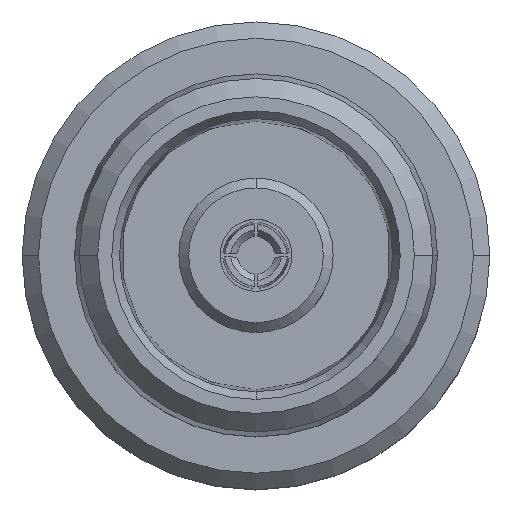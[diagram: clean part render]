
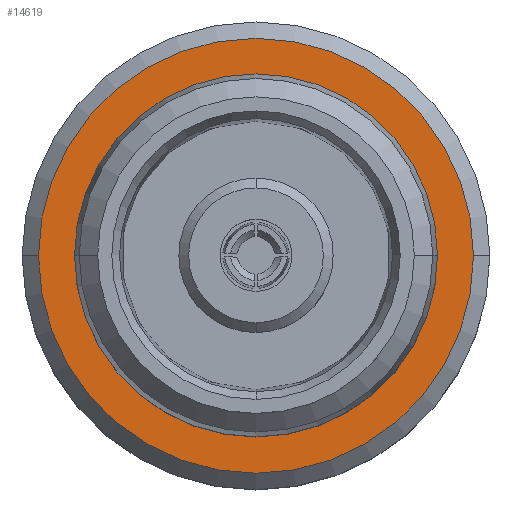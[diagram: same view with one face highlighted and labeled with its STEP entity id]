
A CAD part, top view. The second image highlights one B-rep face of the part: STEP entity #14619.
In plain terms, the highlighted planar face has unit normal (0, 0, 1).
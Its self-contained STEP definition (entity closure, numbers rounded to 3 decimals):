
#831 = CARTESIAN_POINT ( 'NONE',  ( 0., 0., -11.3 ) ) ;
#955 = DIRECTION ( 'NONE',  ( 1., 0., 0. ) ) ;
#1325 = CIRCLE ( 'NONE', #12075, 6.65 ) ;
#1870 = DIRECTION ( 'NONE',  ( 0., 0., 1. ) ) ;
#2059 = DIRECTION ( 'NONE',  ( -1., 0., 0. ) ) ;
#3196 = DIRECTION ( 'NONE',  ( 0., 0., -1. ) ) ;
#3594 = CIRCLE ( 'NONE', #6768, 4.84 ) ;
#3647 = EDGE_LOOP ( 'NONE', ( #8870, #15747 ) ) ;
#4624 = FACE_BOUND ( 'NONE', #13740, .T. ) ;
#4677 = EDGE_CURVE ( 'NONE', #12697, #13357, #3594, .T. ) ;
#5605 = PLANE ( 'NONE',  #9793 ) ;
#5665 = EDGE_CURVE ( 'NONE', #6091, #6168, #11228, .T. ) ;
#6010 = EDGE_CURVE ( 'NONE', #6168, #6091, #1325, .T. ) ;
#6091 = VERTEX_POINT ( 'NONE', #11917 ) ;
#6168 = VERTEX_POINT ( 'NONE', #14886 ) ;
#6550 = AXIS2_PLACEMENT_3D ( 'NONE', #14564, #7235, #15783 ) ;
#6655 = ORIENTED_EDGE ( 'NONE', *, *, #4677, .T. ) ;
#6768 = AXIS2_PLACEMENT_3D ( 'NONE', #831, #9403, #2059 ) ;
#7235 = DIRECTION ( 'NONE',  ( 0., 0., -1. ) ) ;
#7352 = ORIENTED_EDGE ( 'NONE', *, *, #7577, .T. ) ;
#7577 = EDGE_CURVE ( 'NONE', #13357, #12697, #12058, .T. ) ;
#7658 = CARTESIAN_POINT ( 'NONE',  ( -4.84, 0., -11.3 ) ) ;
#7844 = FACE_OUTER_BOUND ( 'NONE', #3647, .T. ) ;
#8075 = CARTESIAN_POINT ( 'NONE',  ( 4.84, 0., -11.3 ) ) ;
#8284 = DIRECTION ( 'NONE',  ( 0., 0., 1. ) ) ;
#8870 = ORIENTED_EDGE ( 'NONE', *, *, #5665, .T. ) ;
#9212 = CARTESIAN_POINT ( 'NONE',  ( 0., 0., -11.3 ) ) ;
#9403 = DIRECTION ( 'NONE',  ( 0., 0., -1. ) ) ;
#9793 = AXIS2_PLACEMENT_3D ( 'NONE', #10535, #3196, #11737 ) ;
#10438 = DIRECTION ( 'NONE',  ( 1., 0., 0. ) ) ;
#10535 = CARTESIAN_POINT ( 'NONE',  ( 0., 0., -11.3 ) ) ;
#11228 = CIRCLE ( 'NONE', #15732, 6.65 ) ;
#11737 = DIRECTION ( 'NONE',  ( -1., 0., 0. ) ) ;
#11917 = CARTESIAN_POINT ( 'NONE',  ( -6.65, 0., -11.3 ) ) ;
#12058 = CIRCLE ( 'NONE', #6550, 4.84 ) ;
#12075 = AXIS2_PLACEMENT_3D ( 'NONE', #9212, #1870, #10438 ) ;
#12697 = VERTEX_POINT ( 'NONE', #8075 ) ;
#13357 = VERTEX_POINT ( 'NONE', #7658 ) ;
#13740 = EDGE_LOOP ( 'NONE', ( #6655, #7352 ) ) ;
#14564 = CARTESIAN_POINT ( 'NONE',  ( 0., 0., -11.3 ) ) ;
#14619 = ADVANCED_FACE ( 'NONE', ( #4624, #7844 ), #5605, .F. ) ;
#14886 = CARTESIAN_POINT ( 'NONE',  ( 6.65, 0., -11.3 ) ) ;
#15591 = CARTESIAN_POINT ( 'NONE',  ( 0., 0., -11.3 ) ) ;
#15732 = AXIS2_PLACEMENT_3D ( 'NONE', #15591, #8284, #955 ) ;
#15747 = ORIENTED_EDGE ( 'NONE', *, *, #6010, .T. ) ;
#15783 = DIRECTION ( 'NONE',  ( -1., 0., 0. ) ) ;
